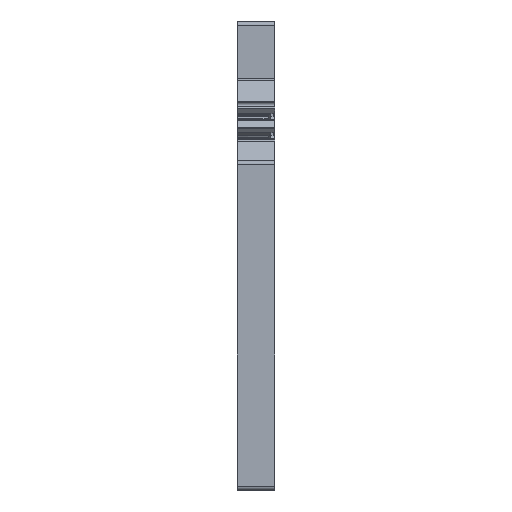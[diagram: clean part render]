
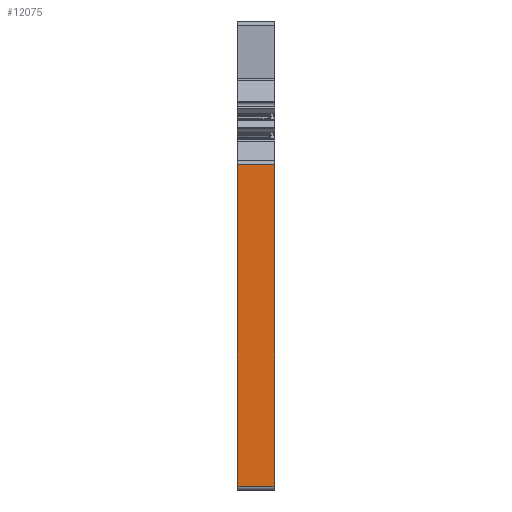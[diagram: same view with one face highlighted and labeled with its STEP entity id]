
A CAD part, front view. The second image highlights one B-rep face of the part: STEP entity #12075.
In plain terms, the highlighted planar face has unit normal (0, -1, 0).
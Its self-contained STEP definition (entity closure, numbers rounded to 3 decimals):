
#12062=AXIS2_PLACEMENT_3D('Plane Axis2P3D',#12059,#12060,#12061) ;
#1045=CARTESIAN_POINT('Vertex',(5.1,0.,44.05)) ;
#1048=CARTESIAN_POINT('Line Origine',(5.1,0.,22.275)) ;
#1052=CARTESIAN_POINT('Vertex',(5.1,0.,0.5)) ;
#3472=CARTESIAN_POINT('Vertex',(0.,0.,0.5)) ;
#3475=CARTESIAN_POINT('Line Origine',(0.,0.,22.275)) ;
#3479=CARTESIAN_POINT('Vertex',(0.,0.,44.05)) ;
#12047=CARTESIAN_POINT('Line Origine',(2.55,0.,0.5)) ;
#12059=CARTESIAN_POINT('Axis2P3D Location',(5.1,0.,0.5)) ;
#12064=CARTESIAN_POINT('Line Origine',(2.55,0.,44.05)) ;
#1049=DIRECTION('Vector Direction',(0.,0.,1.)) ;
#3476=DIRECTION('Vector Direction',(0.,0.,1.)) ;
#12048=DIRECTION('Vector Direction',(-1.,0.,0.)) ;
#12060=DIRECTION('Axis2P3D Direction',(0.,-1.,0.)) ;
#12061=DIRECTION('Axis2P3D XDirection',(0.,0.,1.)) ;
#12065=DIRECTION('Vector Direction',(-1.,0.,0.)) ;
#1050=VECTOR('Line Direction',#1049,1.) ;
#3477=VECTOR('Line Direction',#3476,1.) ;
#12049=VECTOR('Line Direction',#12048,1.) ;
#12066=VECTOR('Line Direction',#12065,1.) ;
#12070=ORIENTED_EDGE('',*,*,#12051,.F.) ;
#12071=ORIENTED_EDGE('',*,*,#1054,.T.) ;
#12072=ORIENTED_EDGE('',*,*,#12068,.T.) ;
#12073=ORIENTED_EDGE('',*,*,#3481,.F.) ;
#12075=ADVANCED_FACE('Koerper.2 41624_AP_ZRV2_5-neu',(#12074),#12063,.T.) ;
#1054=EDGE_CURVE('',#1053,#1046,#1051,.T.) ;
#3481=EDGE_CURVE('',#3473,#3480,#3478,.T.) ;
#12051=EDGE_CURVE('',#1053,#3473,#12050,.T.) ;
#12068=EDGE_CURVE('',#1046,#3480,#12067,.T.) ;
#12069=EDGE_LOOP('',(#12070,#12071,#12072,#12073)) ;
#12074=FACE_OUTER_BOUND('',#12069,.T.) ;
#1051=LINE('Line',#1048,#1050) ;
#3478=LINE('Line',#3475,#3477) ;
#12050=LINE('Line',#12047,#12049) ;
#12067=LINE('Line',#12064,#12066) ;
#12063=PLANE('',#12062) ;
#1046=VERTEX_POINT('',#1045) ;
#1053=VERTEX_POINT('',#1052) ;
#3473=VERTEX_POINT('',#3472) ;
#3480=VERTEX_POINT('',#3479) ;
